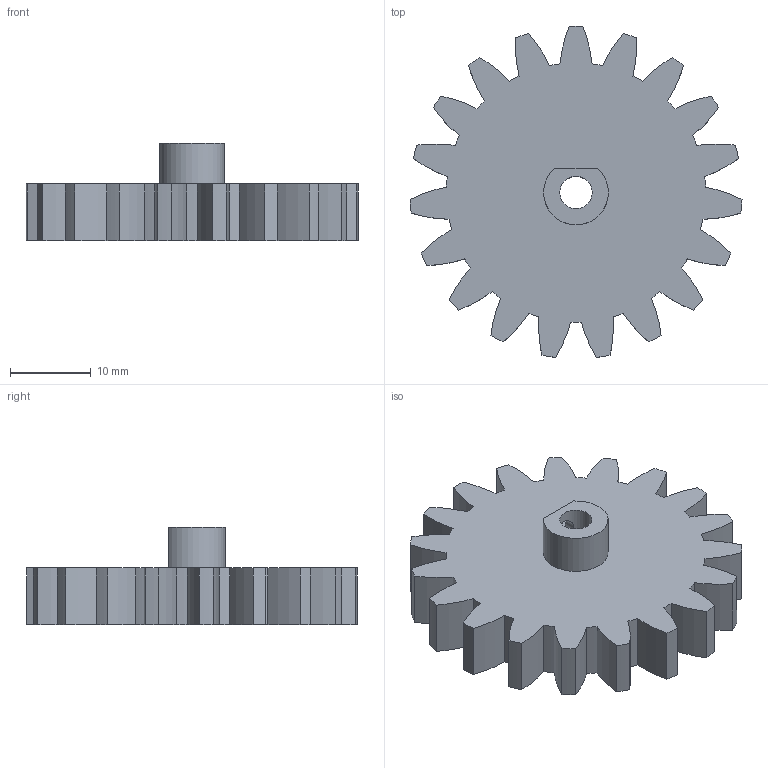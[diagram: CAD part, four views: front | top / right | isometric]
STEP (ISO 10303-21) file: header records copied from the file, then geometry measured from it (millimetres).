
FILE_DESCRIPTION(/* description */ (''),/* implementation_level */ '2;1');
FILE_NAME(/* name */ 'Spur Gear2_ipt_70ada20e.STEP',/* time_stamp */ '2022-06-02T14:50:42+03:00',/* author */ ('Sulieman DAHER'),/* organization */ (''),/* preprocessor_version */ 'ST-DEVELOPER v16.13',/* originating_system */ 'Autodesk Inventor 2018',/* authorisation */ '');
FILE_SCHEMA (('AUTOMOTIVE_DESIGN { 1 0 10303 214 3 1 1 }'));
Length unit declared in the file: millimetre
Products named in the file (1): Spur Gear2
Bounding box: 41 x 40.88 x 12 mm (x, y, z)
Volume: 7560.2 mm3; surface area: 4054.4 mm2
Topology: 1 solids, 1 shells, 83 faces, 241 edges, 161 vertices
Faces by surface type: cylinder 79, plane 4
Full cylindrical faces by diameter (mm): 2.459 x1, 4 x1
Entity records: 2899 total; most frequent: DIRECTION 562, CARTESIAN_POINT 515, ORIENTED_EDGE 476, AXIS2_PLACEMENT_3D 241, EDGE_CURVE 238, VERTEX_POINT 160, CIRCLE 157, EDGE_LOOP 90
